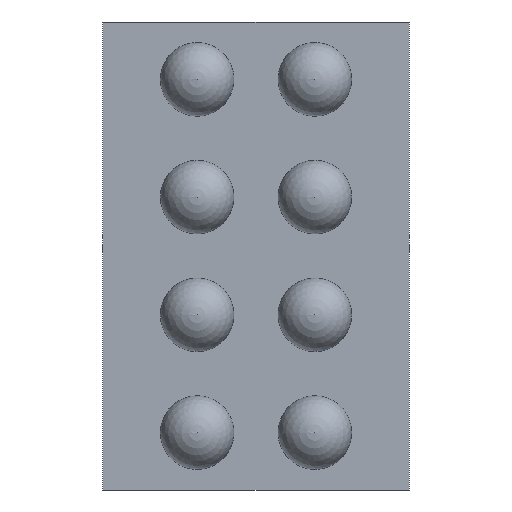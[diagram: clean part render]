
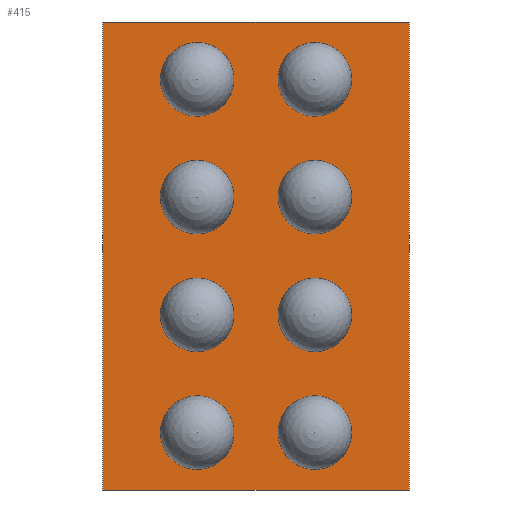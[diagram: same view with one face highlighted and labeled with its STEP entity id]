
A CAD part, front view. The second image highlights one B-rep face of the part: STEP entity #415.
In plain terms, the highlighted planar face has unit normal (0, -1, 0).
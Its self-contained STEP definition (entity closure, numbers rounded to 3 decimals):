
#59 = LINE ( 'NONE', #137, #195 ) ;
#60 = LINE ( 'NONE', #938, #224 ) ;
#113 = ORIENTED_EDGE ( 'NONE', *, *, #295, .T. ) ;
#137 = CARTESIAN_POINT ( 'NONE',  ( -0.52, 0.2, 0.795 ) ) ;
#139 = DIRECTION ( 'NONE',  ( -1., 0., 0. ) ) ;
#144 = DIRECTION ( 'NONE',  ( 0., -1., 0. ) ) ;
#157 = LINE ( 'NONE', #316, #798 ) ;
#189 = CARTESIAN_POINT ( 'NONE',  ( -0.52, 0.2, 0.795 ) ) ;
#195 = VECTOR ( 'NONE', #930, 1000. ) ;
#224 = VECTOR ( 'NONE', #764, 1000. ) ;
#238 = CARTESIAN_POINT ( 'NONE',  ( 0.52, 0.2, -0.795 ) ) ;
#295 = EDGE_CURVE ( 'NONE', #374, #396, #60, .T. ) ;
#316 = CARTESIAN_POINT ( 'NONE',  ( -0.52, 0.2, 0.795 ) ) ;
#317 = CARTESIAN_POINT ( 'NONE',  ( -0.52, 0.2, -0.795 ) ) ;
#342 = VERTEX_POINT ( 'NONE', #1047 ) ;
#374 = VERTEX_POINT ( 'NONE', #317 ) ;
#396 = VERTEX_POINT ( 'NONE', #238 ) ;
#415 = ADVANCED_FACE ( 'NONE', ( #926 ), #829, .T. ) ;
#429 = ORIENTED_EDGE ( 'NONE', *, *, #717, .T. ) ;
#456 = VECTOR ( 'NONE', #877, 1000. ) ;
#467 = ORIENTED_EDGE ( 'NONE', *, *, #609, .T. ) ;
#539 = CARTESIAN_POINT ( 'NONE',  ( 0.52, 0.2, 0.795 ) ) ;
#609 = EDGE_CURVE ( 'NONE', #342, #976, #157, .T. ) ;
#669 = EDGE_LOOP ( 'NONE', ( #429, #467, #905, #113 ) ) ;
#691 = LINE ( 'NONE', #539, #456 ) ;
#717 = EDGE_CURVE ( 'NONE', #396, #342, #691, .T. ) ;
#760 = DIRECTION ( 'NONE',  ( 1., 0., 0. ) ) ;
#764 = DIRECTION ( 'NONE',  ( 1., 0., 0. ) ) ;
#798 = VECTOR ( 'NONE', #139, 1000. ) ;
#829 = PLANE ( 'NONE',  #1132 ) ;
#877 = DIRECTION ( 'NONE',  ( 0., 0., 1. ) ) ;
#905 = ORIENTED_EDGE ( 'NONE', *, *, #999, .T. ) ;
#926 = FACE_OUTER_BOUND ( 'NONE', #669, .T. ) ;
#930 = DIRECTION ( 'NONE',  ( 0., 0., -1. ) ) ;
#931 = CARTESIAN_POINT ( 'NONE',  ( 0., 0.2, 0. ) ) ;
#938 = CARTESIAN_POINT ( 'NONE',  ( -0.52, 0.2, -0.795 ) ) ;
#976 = VERTEX_POINT ( 'NONE', #189 ) ;
#999 = EDGE_CURVE ( 'NONE', #976, #374, #59, .T. ) ;
#1047 = CARTESIAN_POINT ( 'NONE',  ( 0.52, 0.2, 0.795 ) ) ;
#1132 = AXIS2_PLACEMENT_3D ( 'NONE', #931, #144, #760 ) ;
